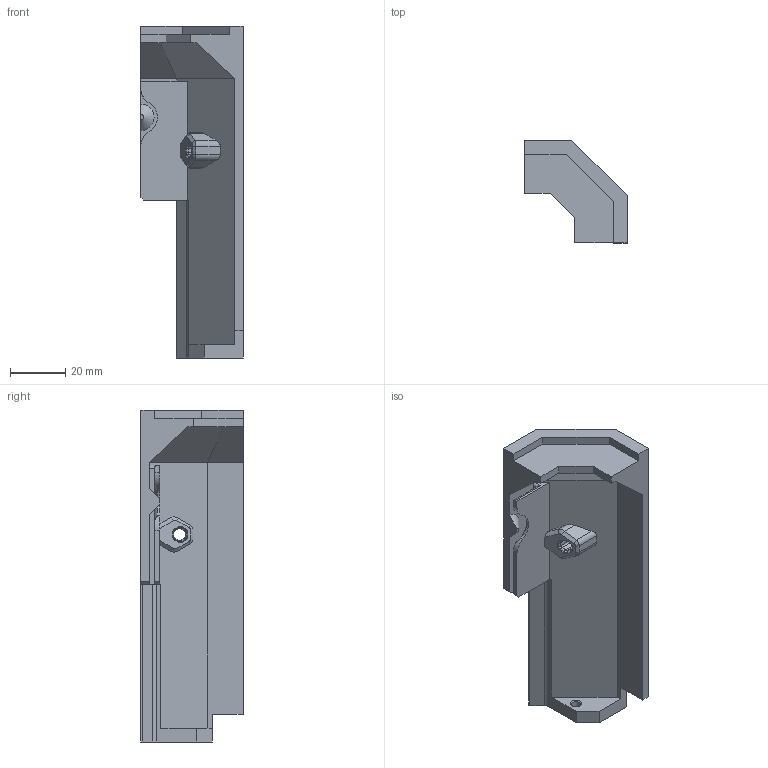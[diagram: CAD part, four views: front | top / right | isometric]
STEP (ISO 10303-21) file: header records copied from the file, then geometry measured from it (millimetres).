
FILE_DESCRIPTION(/* description */ ('enclosure_v2_lid_corner_right'),/* implementation_level */ '2;1');
FILE_NAME(/* name */ 'enclosure_v2_lid_corner_right_ML.stp',/* time_stamp */ '2026-01-07T11:58:49+11:00',/* author */ ('blk_master'),/* organization */ (''),/* preprocessor_version */ 'ST-DEVELOPER v20.1',/* originating_system */ 'Autodesk Inventor 2026',/* authorisation */ '');
FILE_SCHEMA (('AUTOMOTIVE_DESIGN { 1 0 10303 214 3 1 1 }'));
Length unit declared in the file: millimetre
Products named in the file (1): enclosure_v2_lid_corner_right_ML
Bounding box: 37 x 37 x 120 mm (x, y, z)
Volume: 33833.8 mm3; surface area: 16595.4 mm2
Topology: 1 solids, 1 shells, 143 faces, 372 edges, 234 vertices
Faces by surface type: plane 70, bspline 38, cylinder 31, cone 4
Full cylindrical faces by diameter (mm): 3.4 x1, 4.1 x2
Entity records: 7039 total; most frequent: CARTESIAN_POINT 3748, ORIENTED_EDGE 744, DIRECTION 550, EDGE_CURVE 372, VERTEX_POINT 233, LINE 230, VECTOR 230, AXIS2_PLACEMENT_3D 160
